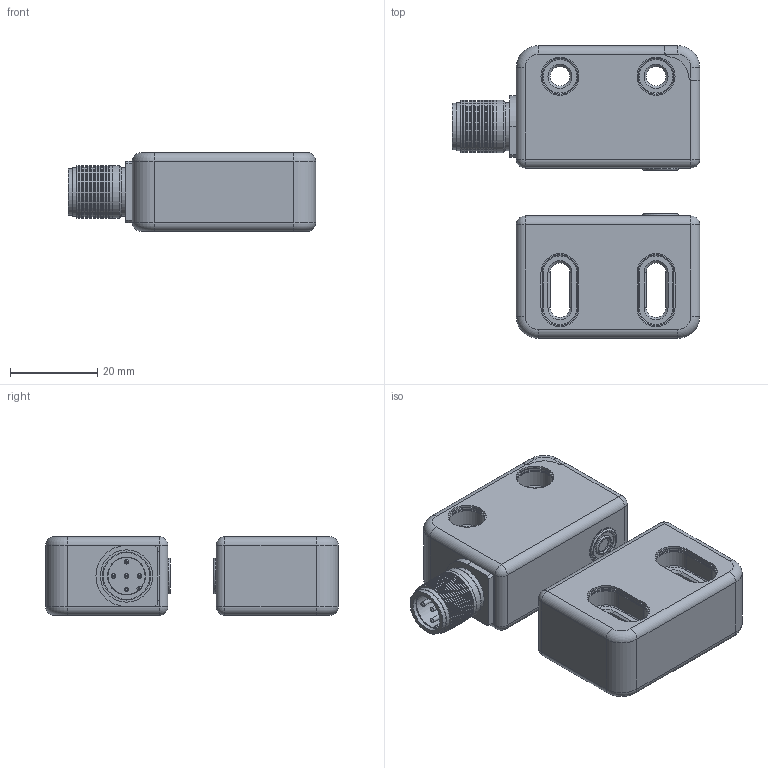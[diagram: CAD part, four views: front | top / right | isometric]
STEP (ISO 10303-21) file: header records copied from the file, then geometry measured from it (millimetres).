
FILE_DESCRIPTION(/* description */ (''),/* implementation_level */ '2;1');
FILE_NAME(/* name */ '3D_SSF5GM.stp',/* time_stamp */ '2024-02-27T08:54:07+01:00',/* author */ (''),/* organization */ (''),/* preprocessor_version */ 'ST-DEVELOPER v16.7',/* originating_system */ 'SIEMENS PLM Software NX 12.0',/* authorisation */ '');
FILE_SCHEMA (('AUTOMOTIVE_DESIGN { 1 0 10303 214 3 1 1 1 }'));
Length unit declared in the file: millimetre
Products named in the file (1): Rugg87004DBCi5np
Bounding box: 56.66 x 67 x 18 mm (x, y, z)
Surface area: 12488.4 mm2 (no closed solid volume)
Topology: 0 solids, 11 shells, 359 faces, 784 edges, 474 vertices
Faces by surface type: cylinder 135, plane 133, torus 52, cone 25, sphere 8, bspline 6
Full cylindrical faces by diameter (mm): 1 x5, 1.1 x1, 3.3 x2, 4.5 x2, 4.8 x2, 6.7 x2, 8.2 x10, 8.7 x5, 9 x1, 10.7 x1, 11 x2, 11.3 x12, 12 x14
Entity records: 10069 total; most frequent: DIRECTION 1905, CARTESIAN_POINT 1828, ORIENTED_EDGE 1502, AXIS2_PLACEMENT_3D 780, EDGE_CURVE 777, VERTEX_POINT 475, CIRCLE 426, EDGE_LOOP 421
